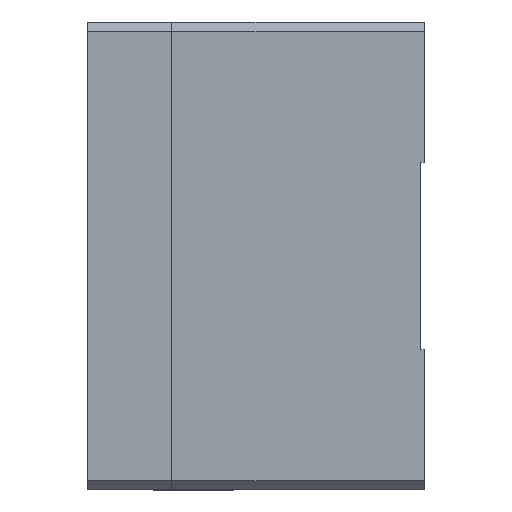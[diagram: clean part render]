
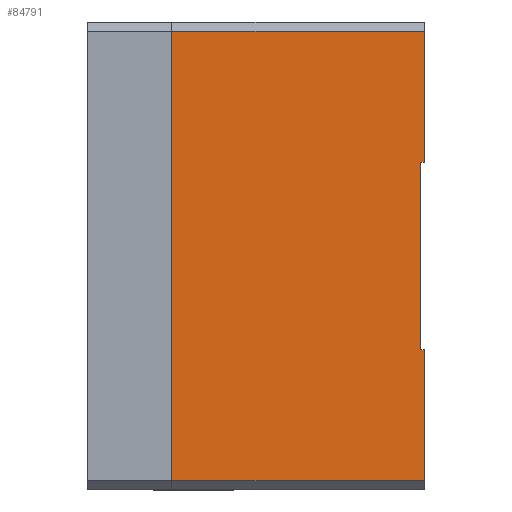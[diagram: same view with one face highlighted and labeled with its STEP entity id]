
A CAD part, left-side view. The second image highlights one B-rep face of the part: STEP entity #84791.
In plain terms, the highlighted planar face has unit normal (-1, 0, 0).
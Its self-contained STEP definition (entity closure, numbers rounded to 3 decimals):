
#6 = ORIENTED_EDGE ( 'NONE', *, *, #11942, .F. ) ;
#1133 = VECTOR ( 'NONE', #78773, 1000. ) ;
#3153 = CARTESIAN_POINT ( 'NONE',  ( -12.5, 0., 17.5 ) ) ;
#7198 = ORIENTED_EDGE ( 'NONE', *, *, #44777, .F. ) ;
#8271 = LINE ( 'NONE', #39079, #25084 ) ;
#8353 = CARTESIAN_POINT ( 'NONE',  ( -12.5, 0.2, 7.5 ) ) ;
#10223 = EDGE_CURVE ( 'NONE', #78292, #80924, #43479, .T. ) ;
#11461 = VECTOR ( 'NONE', #45089, 1000. ) ;
#11942 = EDGE_CURVE ( 'NONE', #96347, #68704, #47957, .T. ) ;
#11951 = CARTESIAN_POINT ( 'NONE',  ( -12.5, 0., 24.5 ) ) ;
#16180 = ORIENTED_EDGE ( 'NONE', *, *, #94489, .T. ) ;
#19391 = VERTEX_POINT ( 'NONE', #11951 ) ;
#21214 = FACE_OUTER_BOUND ( 'NONE', #95838, .T. ) ;
#21368 = CARTESIAN_POINT ( 'NONE',  ( -12.5, 13.5, 25. ) ) ;
#22882 = CARTESIAN_POINT ( 'NONE',  ( -12.5, 13.5, 0.5 ) ) ;
#23026 = DIRECTION ( 'NONE',  ( 0., 1., 0. ) ) ;
#25084 = VECTOR ( 'NONE', #64328, 1000. ) ;
#27724 = VERTEX_POINT ( 'NONE', #22882 ) ;
#27874 = ORIENTED_EDGE ( 'NONE', *, *, #33702, .F. ) ;
#33702 = EDGE_CURVE ( 'NONE', #78292, #58907, #40015, .T. ) ;
#36869 = CARTESIAN_POINT ( 'NONE',  ( -12.5, 0., 25. ) ) ;
#36985 = DIRECTION ( 'NONE',  ( 0., 1., 0. ) ) ;
#39079 = CARTESIAN_POINT ( 'NONE',  ( -12.5, 0., 24.5 ) ) ;
#40015 = LINE ( 'NONE', #99713, #94996 ) ;
#42941 = DIRECTION ( 'NONE',  ( 1., 0., 0. ) ) ;
#43479 = LINE ( 'NONE', #80387, #57562 ) ;
#43945 = DIRECTION ( 'NONE',  ( 0., 1., 0. ) ) ;
#44771 = LINE ( 'NONE', #8353, #76947 ) ;
#44777 = EDGE_CURVE ( 'NONE', #19391, #80924, #87199, .T. ) ;
#45089 = DIRECTION ( 'NONE',  ( 0., 0., 1. ) ) ;
#47957 = LINE ( 'NONE', #71695, #1133 ) ;
#49465 = VECTOR ( 'NONE', #36985, 1000. ) ;
#50356 = EDGE_CURVE ( 'NONE', #27724, #52104, #82500, .T. ) ;
#52104 = VERTEX_POINT ( 'NONE', #95233 ) ;
#55381 = CARTESIAN_POINT ( 'NONE',  ( -12.5, 0., 25. ) ) ;
#55475 = CARTESIAN_POINT ( 'NONE',  ( -12.5, 0., 0.5 ) ) ;
#57562 = VECTOR ( 'NONE', #97077, 1000. ) ;
#58907 = VERTEX_POINT ( 'NONE', #98449 ) ;
#62199 = CARTESIAN_POINT ( 'NONE',  ( -12.5, 0., 0.5 ) ) ;
#64328 = DIRECTION ( 'NONE',  ( 0., -1., 0. ) ) ;
#68704 = VERTEX_POINT ( 'NONE', #55475 ) ;
#70845 = DIRECTION ( 'NONE',  ( 0., 0., -1. ) ) ;
#71695 = CARTESIAN_POINT ( 'NONE',  ( -12.5, 0., 25. ) ) ;
#73689 = AXIS2_PLACEMENT_3D ( 'NONE', #36869, #42941, #43945 ) ;
#73850 = EDGE_CURVE ( 'NONE', #52104, #19391, #8271, .T. ) ;
#74243 = VECTOR ( 'NONE', #77593, 1000. ) ;
#75712 = CARTESIAN_POINT ( 'NONE',  ( -12.5, 0.2, 17.5 ) ) ;
#76947 = VECTOR ( 'NONE', #23026, 1000. ) ;
#77593 = DIRECTION ( 'NONE',  ( 0., 0., -1. ) ) ;
#78292 = VERTEX_POINT ( 'NONE', #75712 ) ;
#78773 = DIRECTION ( 'NONE',  ( 0., 0., -1. ) ) ;
#80387 = CARTESIAN_POINT ( 'NONE',  ( -12.5, 0.2, 17.5 ) ) ;
#80924 = VERTEX_POINT ( 'NONE', #3153 ) ;
#81922 = EDGE_CURVE ( 'NONE', #68704, #27724, #92537, .T. ) ;
#82028 = ORIENTED_EDGE ( 'NONE', *, *, #50356, .F. ) ;
#82500 = LINE ( 'NONE', #21368, #11461 ) ;
#84183 = CARTESIAN_POINT ( 'NONE',  ( -12.5, 0., 7.5 ) ) ;
#84791 = ADVANCED_FACE ( 'NONE', ( #21214 ), #98529, .F. ) ;
#86008 = ORIENTED_EDGE ( 'NONE', *, *, #81922, .F. ) ;
#87199 = LINE ( 'NONE', #55381, #74243 ) ;
#87653 = ORIENTED_EDGE ( 'NONE', *, *, #10223, .T. ) ;
#90211 = ORIENTED_EDGE ( 'NONE', *, *, #73850, .F. ) ;
#92537 = LINE ( 'NONE', #62199, #49465 ) ;
#94489 = EDGE_CURVE ( 'NONE', #96347, #58907, #44771, .T. ) ;
#94996 = VECTOR ( 'NONE', #70845, 1000. ) ;
#95233 = CARTESIAN_POINT ( 'NONE',  ( -12.5, 13.5, 24.5 ) ) ;
#95838 = EDGE_LOOP ( 'NONE', ( #16180, #27874, #87653, #7198, #90211, #82028, #86008, #6 ) ) ;
#96347 = VERTEX_POINT ( 'NONE', #84183 ) ;
#97077 = DIRECTION ( 'NONE',  ( 0., -1., 0. ) ) ;
#98449 = CARTESIAN_POINT ( 'NONE',  ( -12.5, 0.2, 7.5 ) ) ;
#98529 = PLANE ( 'NONE',  #73689 ) ;
#99713 = CARTESIAN_POINT ( 'NONE',  ( -12.5, 0.2, 25. ) ) ;
